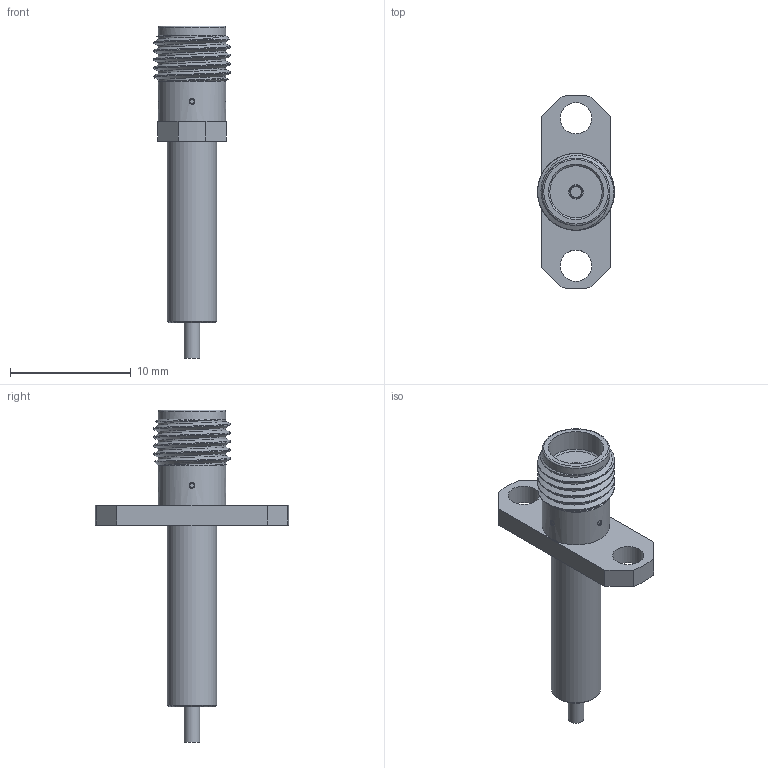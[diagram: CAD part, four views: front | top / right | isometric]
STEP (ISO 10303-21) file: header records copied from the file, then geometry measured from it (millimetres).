
FILE_DESCRIPTION (( 'STEP AP203' ), '1' );
FILE_NAME ('SC3772.step', '2020-03-31T16:06:34', ( '' ), ( '' ), 'SwSTEP 2.0', 'SolidWorks 2018', '' );
FILE_SCHEMA (( 'CONFIG_CONTROL_DESIGN' ));
Length unit declared in the file: inch
Products named in the file (1): SC3772
Bounding box: 6.35 x 15.98 x 27.45 mm (x, y, z)
Volume: 493.1 mm3; surface area: 664.5 mm2
Topology: 1 solids, 1 shells, 43 faces, 92 edges, 61 vertices
Faces by surface type: plane 18, cylinder 12, cone 9, bspline 3, torus 1
Full cylindrical faces by diameter (mm): 0.94 x1, 1.194 x1, 1.295 x1, 2.591 x2, 4.089 x1, 4.572 x1, 5.582 x2
Entity records: 2273 total; most frequent: CARTESIAN_POINT 1389, DIRECTION 162, ORIENTED_EDGE 134, EDGE_LOOP 74, AXIS2_PLACEMENT_3D 71, EDGE_CURVE 67, VERTEX_POINT 53, FACE_OUTER_BOUND 53
